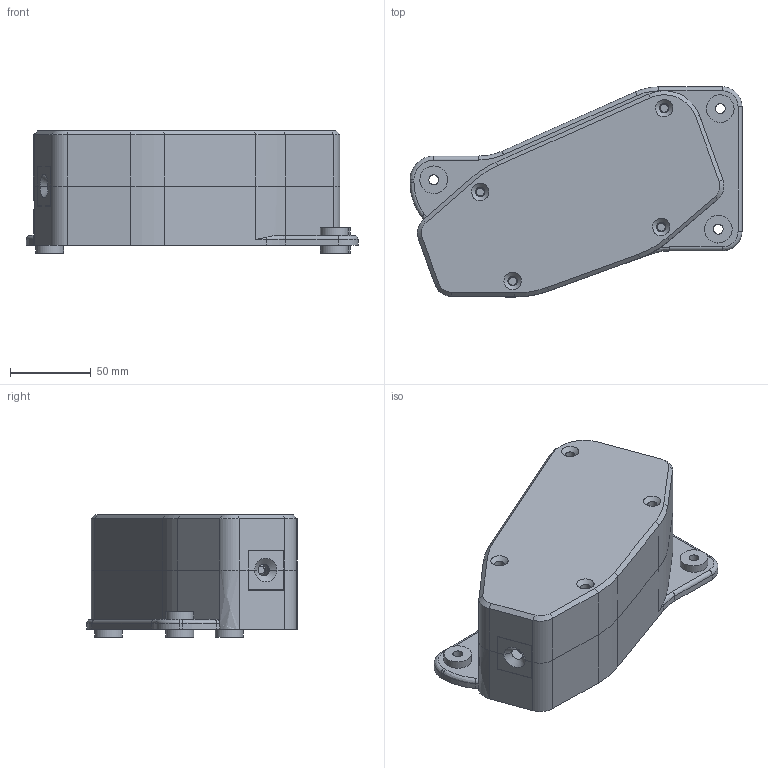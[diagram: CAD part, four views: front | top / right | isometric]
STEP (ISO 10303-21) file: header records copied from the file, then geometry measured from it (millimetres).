
FILE_DESCRIPTION(('FreeCAD Model'),'2;1');
FILE_NAME('Open CASCADE Shape Model','2025-05-05T04:49:45',('FreeCAD'),( 'FreeCAD'),'Open CASCADE STEP processor 7.6','FreeCAD','Unknown');
FILE_SCHEMA(('AUTOMOTIVE_DESIGN { 1 0 10303 214 1 1 1 1 }'));
Length unit declared in the file: millimetre
Products named in the file (1): Open CASCADE STEP translator 7.6 1
Bounding box: 205.84 x 130.3 x 75.96 mm (x, y, z)
Volume: 546888.5 mm3; surface area: 177644 mm2
Topology: 11 solids, 11 shells, 611 faces, 1661 edges, 1081 vertices
Faces by surface type: bspline 611
Entity records: 18520 total; most frequent: CARTESIAN_POINT 8908, ORIENTED_EDGE 3322, EDGE_CURVE 1661, B_SPLINE_CURVE_WITH_KNOTS 1218, VERTEX_POINT 1081, FACE_BOUND 650, EDGE_LOOP 650, ADVANCED_FACE 611
